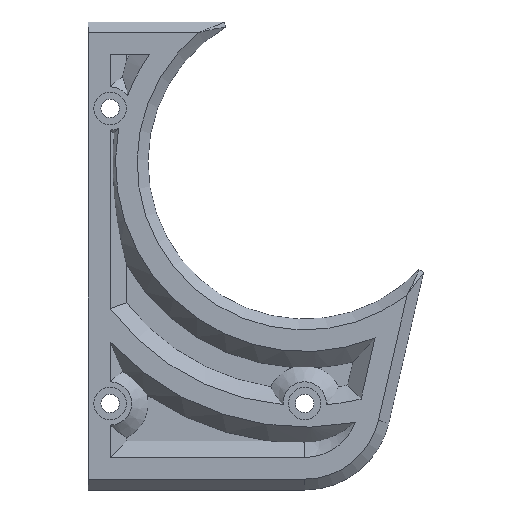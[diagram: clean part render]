
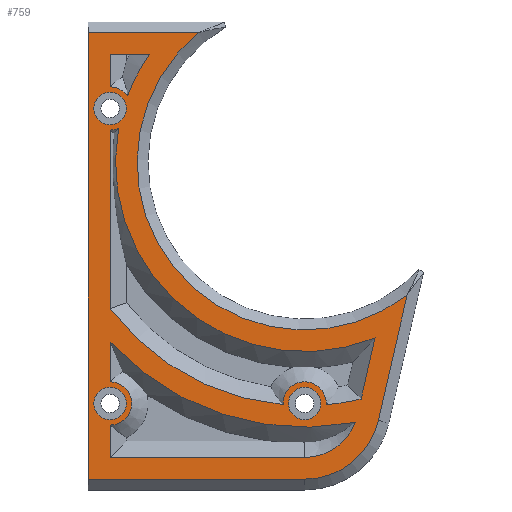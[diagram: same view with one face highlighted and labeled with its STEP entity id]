
A CAD part, top view. The second image highlights one B-rep face of the part: STEP entity #759.
In plain terms, the highlighted planar face has unit normal (0, 0, 1).
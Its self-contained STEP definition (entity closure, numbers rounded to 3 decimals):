
#51=FACE_BOUND('',#160,.T.);
#52=FACE_BOUND('',#161,.T.);
#53=FACE_BOUND('',#162,.T.);
#54=FACE_BOUND('',#163,.T.);
#55=FACE_BOUND('',#164,.T.);
#56=FACE_BOUND('',#165,.T.);
#69=PLANE('',#853);
#109=FACE_OUTER_BOUND('',#159,.T.);
#159=EDGE_LOOP('',(#602,#603,#604,#605,#606,#607));
#160=EDGE_LOOP('',(#608));
#161=EDGE_LOOP('',(#609));
#162=EDGE_LOOP('',(#610));
#163=EDGE_LOOP('',(#611,#612,#613,#614,#615,#616,#617));
#164=EDGE_LOOP('',(#618,#619,#620,#621));
#165=EDGE_LOOP('',(#622,#623,#624,#625,#626,#627));
#197=LINE('',#1266,#248);
#201=LINE('',#1281,#252);
#208=LINE('',#1295,#259);
#214=LINE('',#1313,#265);
#215=LINE('',#1316,#266);
#216=LINE('',#1320,#267);
#217=LINE('',#1323,#268);
#218=LINE('',#1325,#269);
#219=LINE('',#1326,#270);
#220=LINE('',#1328,#271);
#221=LINE('',#1333,#272);
#248=VECTOR('',#972,10.);
#252=VECTOR('',#982,10.);
#259=VECTOR('',#991,10.);
#265=VECTOR('',#1011,10.);
#266=VECTOR('',#1014,10.);
#267=VECTOR('',#1017,10.);
#268=VECTOR('',#1020,10.);
#269=VECTOR('',#1023,10.);
#270=VECTOR('',#1024,10.);
#271=VECTOR('',#1025,10.);
#272=VECTOR('',#1030,10.);
#295=CIRCLE('',#805,3.);
#298=CIRCLE('',#810,3.);
#301=CIRCLE('',#815,3.);
#305=CIRCLE('',#821,4.);
#307=CIRCLE('',#824,4.);
#308=CIRCLE('',#826,4.);
#309=CIRCLE('',#828,4.);
#313=CIRCLE('',#834,45.);
#314=CIRCLE('',#836,35.);
#316=CIRCLE('',#839,35.);
#322=CIRCLE('',#854,14.);
#323=CIRCLE('',#855,31.);
#324=CIRCLE('',#856,45.);
#325=CIRCLE('',#857,49.);
#326=CIRCLE('',#858,10.);
#332=VERTEX_POINT('',#1117);
#335=VERTEX_POINT('',#1126);
#338=VERTEX_POINT('',#1135);
#344=VERTEX_POINT('',#1154);
#345=VERTEX_POINT('',#1165);
#347=VERTEX_POINT('',#1176);
#349=VERTEX_POINT('',#1184);
#351=VERTEX_POINT('',#1191);
#352=VERTEX_POINT('',#1200);
#355=VERTEX_POINT('',#1216);
#356=VERTEX_POINT('',#1220);
#360=VERTEX_POINT('',#1234);
#361=VERTEX_POINT('',#1241);
#364=VERTEX_POINT('',#1253);
#366=VERTEX_POINT('',#1265);
#370=VERTEX_POINT('',#1280);
#372=VERTEX_POINT('',#1285);
#376=VERTEX_POINT('',#1293);
#381=VERTEX_POINT('',#1311);
#382=VERTEX_POINT('',#1315);
#383=VERTEX_POINT('',#1317);
#384=VERTEX_POINT('',#1319);
#385=VERTEX_POINT('',#1321);
#386=VERTEX_POINT('',#1327);
#387=VERTEX_POINT('',#1329);
#388=VERTEX_POINT('',#1331);
#402=EDGE_CURVE('',#332,#332,#295,.T.);
#406=EDGE_CURVE('',#335,#335,#298,.T.);
#410=EDGE_CURVE('',#338,#338,#301,.T.);
#417=EDGE_CURVE('',#345,#344,#305,.T.);
#421=EDGE_CURVE('',#349,#347,#307,.T.);
#425=EDGE_CURVE('',#351,#352,#308,.T.);
#428=EDGE_CURVE('',#356,#355,#309,.T.);
#434=EDGE_CURVE('',#360,#345,#313,.T.);
#436=EDGE_CURVE('',#361,#351,#314,.T.);
#441=EDGE_CURVE('',#347,#364,#316,.T.);
#444=EDGE_CURVE('',#366,#349,#197,.T.);
#450=EDGE_CURVE('',#370,#356,#201,.T.);
#457=EDGE_CURVE('',#372,#376,#208,.T.);
#466=EDGE_CURVE('',#352,#381,#214,.T.);
#467=EDGE_CURVE('',#382,#376,#215,.T.);
#468=EDGE_CURVE('',#383,#382,#322,.T.);
#469=EDGE_CURVE('',#384,#383,#216,.T.);
#470=EDGE_CURVE('',#385,#384,#323,.T.);
#471=EDGE_CURVE('',#372,#385,#217,.T.);
#472=EDGE_CURVE('',#344,#366,#324,.T.);
#473=EDGE_CURVE('',#364,#360,#218,.T.);
#474=EDGE_CURVE('',#381,#361,#219,.T.);
#475=EDGE_CURVE('',#355,#386,#220,.T.);
#476=EDGE_CURVE('',#386,#387,#325,.T.);
#477=EDGE_CURVE('',#387,#388,#326,.T.);
#478=EDGE_CURVE('',#388,#370,#221,.T.);
#602=ORIENTED_EDGE('',*,*,#457,.T.);
#603=ORIENTED_EDGE('',*,*,#467,.F.);
#604=ORIENTED_EDGE('',*,*,#468,.F.);
#605=ORIENTED_EDGE('',*,*,#469,.F.);
#606=ORIENTED_EDGE('',*,*,#470,.F.);
#607=ORIENTED_EDGE('',*,*,#471,.F.);
#608=ORIENTED_EDGE('',*,*,#402,.T.);
#609=ORIENTED_EDGE('',*,*,#406,.T.);
#610=ORIENTED_EDGE('',*,*,#410,.T.);
#611=ORIENTED_EDGE('',*,*,#472,.T.);
#612=ORIENTED_EDGE('',*,*,#444,.T.);
#613=ORIENTED_EDGE('',*,*,#421,.T.);
#614=ORIENTED_EDGE('',*,*,#441,.T.);
#615=ORIENTED_EDGE('',*,*,#473,.T.);
#616=ORIENTED_EDGE('',*,*,#434,.T.);
#617=ORIENTED_EDGE('',*,*,#417,.T.);
#618=ORIENTED_EDGE('',*,*,#425,.T.);
#619=ORIENTED_EDGE('',*,*,#466,.T.);
#620=ORIENTED_EDGE('',*,*,#474,.T.);
#621=ORIENTED_EDGE('',*,*,#436,.T.);
#622=ORIENTED_EDGE('',*,*,#475,.T.);
#623=ORIENTED_EDGE('',*,*,#476,.T.);
#624=ORIENTED_EDGE('',*,*,#477,.T.);
#625=ORIENTED_EDGE('',*,*,#478,.T.);
#626=ORIENTED_EDGE('',*,*,#450,.T.);
#627=ORIENTED_EDGE('',*,*,#428,.T.);
#759=ADVANCED_FACE('',(#109,#51,#52,#53,#54,#55,#56),#69,.T.);
#805=AXIS2_PLACEMENT_3D('',#1118,#894,#895);
#810=AXIS2_PLACEMENT_3D('',#1127,#905,#906);
#815=AXIS2_PLACEMENT_3D('',#1136,#916,#917);
#821=AXIS2_PLACEMENT_3D('',#1166,#929,#930);
#824=AXIS2_PLACEMENT_3D('',#1185,#935,#936);
#826=AXIS2_PLACEMENT_3D('',#1204,#939,#940);
#828=AXIS2_PLACEMENT_3D('',#1221,#943,#944);
#834=AXIS2_PLACEMENT_3D('',#1235,#956,#957);
#836=AXIS2_PLACEMENT_3D('',#1242,#960,#961);
#839=AXIS2_PLACEMENT_3D('',#1258,#966,#967);
#853=AXIS2_PLACEMENT_3D('',#1314,#1012,#1013);
#854=AXIS2_PLACEMENT_3D('',#1318,#1015,#1016);
#855=AXIS2_PLACEMENT_3D('',#1322,#1018,#1019);
#856=AXIS2_PLACEMENT_3D('',#1324,#1021,#1022);
#857=AXIS2_PLACEMENT_3D('',#1330,#1026,#1027);
#858=AXIS2_PLACEMENT_3D('',#1332,#1028,#1029);
#894=DIRECTION('center_axis',(0.,0.,-1.));
#895=DIRECTION('ref_axis',(1.,0.,0.));
#905=DIRECTION('center_axis',(0.,0.,-1.));
#906=DIRECTION('ref_axis',(1.,0.,0.));
#916=DIRECTION('center_axis',(0.,0.,-1.));
#917=DIRECTION('ref_axis',(1.,0.,0.));
#929=DIRECTION('center_axis',(0.,0.,1.));
#930=DIRECTION('ref_axis',(1.,0.,0.));
#935=DIRECTION('center_axis',(0.,0.,1.));
#936=DIRECTION('ref_axis',(1.,0.,0.));
#939=DIRECTION('center_axis',(0.,0.,1.));
#940=DIRECTION('ref_axis',(1.,0.,0.));
#943=DIRECTION('center_axis',(0.,0.,1.));
#944=DIRECTION('ref_axis',(1.,0.,0.));
#956=DIRECTION('center_axis',(0.,0.,-1.));
#957=DIRECTION('ref_axis',(1.,0.,0.));
#960=DIRECTION('center_axis',(0.,0.,1.));
#961=DIRECTION('ref_axis',(0.821,-0.571,0.));
#966=DIRECTION('center_axis',(0.,0.,1.));
#967=DIRECTION('ref_axis',(0.821,-0.571,0.));
#972=DIRECTION('',(0.,1.,0.));
#982=DIRECTION('',(0.,1.,0.));
#991=DIRECTION('',(0.,-1.,0.));
#1011=DIRECTION('',(0.,1.,0.));
#1012=DIRECTION('center_axis',(0.,0.,1.));
#1013=DIRECTION('ref_axis',(1.,0.,0.));
#1014=DIRECTION('',(-1.,0.,0.));
#1015=DIRECTION('center_axis',(0.,0.,-1.));
#1016=DIRECTION('ref_axis',(0.,-1.,0.));
#1017=DIRECTION('',(-0.224,-0.975,0.));
#1018=DIRECTION('center_axis',(0.,0.,1.));
#1019=DIRECTION('ref_axis',(-1.,0.,0.));
#1020=DIRECTION('',(1.,0.,0.));
#1021=DIRECTION('center_axis',(0.,0.,-1.));
#1022=DIRECTION('ref_axis',(1.,0.,0.));
#1023=DIRECTION('',(-0.224,-0.975,0.));
#1024=DIRECTION('',(1.,0.,0.));
#1025=DIRECTION('',(0.,1.,0.));
#1026=DIRECTION('center_axis',(0.,0.,1.));
#1027=DIRECTION('ref_axis',(-1.,0.,0.));
#1028=DIRECTION('center_axis',(0.,0.,-1.));
#1029=DIRECTION('ref_axis',(0.,-1.,0.));
#1030=DIRECTION('',(-1.,0.,0.));
#1117=CARTESIAN_POINT('',(-3.,0.,5.));
#1118=CARTESIAN_POINT('Origin',(0.,0.,5.));
#1126=CARTESIAN_POINT('',(-39.,0.,5.));
#1127=CARTESIAN_POINT('Origin',(-36.,0.,
5.));
#1135=CARTESIAN_POINT('',(-39.,54.6,5.));
#1136=CARTESIAN_POINT('Origin',(-36.,54.6,5.));
#1154=CARTESIAN_POINT('',(-3.994,-0.222,5.));
#1165=CARTESIAN_POINT('',(3.994,-0.222,5.));
#1166=CARTESIAN_POINT('Origin',(0.,0.,5.));
#1176=CARTESIAN_POINT('',(-34.424,50.924,5.));
#1184=CARTESIAN_POINT('',(-36.,50.6,5.));
#1185=CARTESIAN_POINT('Origin',(-36.,54.6,5.));
#1191=CARTESIAN_POINT('',(-32.754,56.937,5.));
#1200=CARTESIAN_POINT('',(-36.,58.6,5.));
#1204=CARTESIAN_POINT('Origin',(-36.,54.6,5.));
#1216=CARTESIAN_POINT('',(-36.,4.,5.));
#1220=CARTESIAN_POINT('',(-36.,-4.,5.));
#1221=CARTESIAN_POINT('Origin',(-36.,0.,
5.));
#1234=CARTESIAN_POINT('',(10.452,0.831,5.));
#1235=CARTESIAN_POINT('Origin',(0.,44.6,5.));
#1241=CARTESIAN_POINT('',(-28.723,64.6,5.));
#1242=CARTESIAN_POINT('Origin',(0.,44.6,5.));
#1253=CARTESIAN_POINT('',(13.051,12.124,5.));
#1258=CARTESIAN_POINT('Origin',(0.,44.6,5.));
#1265=CARTESIAN_POINT('',(-36.,17.6,5.));
#1266=CARTESIAN_POINT('',(-36.,22.45,5.));
#1280=CARTESIAN_POINT('',(-36.,-10.,5.));
#1281=CARTESIAN_POINT('',(-36.,8.65,5.));
#1285=CARTESIAN_POINT('',(-40.,68.6,5.));
#1293=CARTESIAN_POINT('',(-40.,-14.,5.));
#1295=CARTESIAN_POINT('',(-40.,73.6,5.));
#1311=CARTESIAN_POINT('',(-36.,64.6,5.));
#1313=CARTESIAN_POINT('',(-36.,22.45,5.));
#1314=CARTESIAN_POINT('Origin',(-7.271,27.3,5.));
#1315=CARTESIAN_POINT('',(0.,-14.,5.));
#1316=CARTESIAN_POINT('',(-23.636,-14.,5.));
#1317=CARTESIAN_POINT('',(13.644,-3.139,5.));
#1318=CARTESIAN_POINT('Origin',(0.,0.,
5.));
#1319=CARTESIAN_POINT('',(18.99,20.097,5.));
#1320=CARTESIAN_POINT('',(16.443,9.03,5.));
#1321=CARTESIAN_POINT('',(-19.621,68.6,5.));
#1322=CARTESIAN_POINT('Origin',(0.,44.6,5.));
#1323=CARTESIAN_POINT('',(-10.058,68.6,5.));
#1324=CARTESIAN_POINT('Origin',(0.,44.6,5.));
#1325=CARTESIAN_POINT('',(14.198,17.11,5.));
#1326=CARTESIAN_POINT('',(-21.636,64.6,5.));
#1327=CARTESIAN_POINT('',(-36.,11.358,5.));
#1328=CARTESIAN_POINT('',(-36.,8.65,5.));
#1329=CARTESIAN_POINT('',(9.369,-3.496,5.));
#1330=CARTESIAN_POINT('Origin',(0.,44.6,5.));
#1331=CARTESIAN_POINT('',(0.,-10.,5.));
#1332=CARTESIAN_POINT('Origin',(0.,0.,
5.));
#1333=CARTESIAN_POINT('',(-3.636,-10.,5.));
